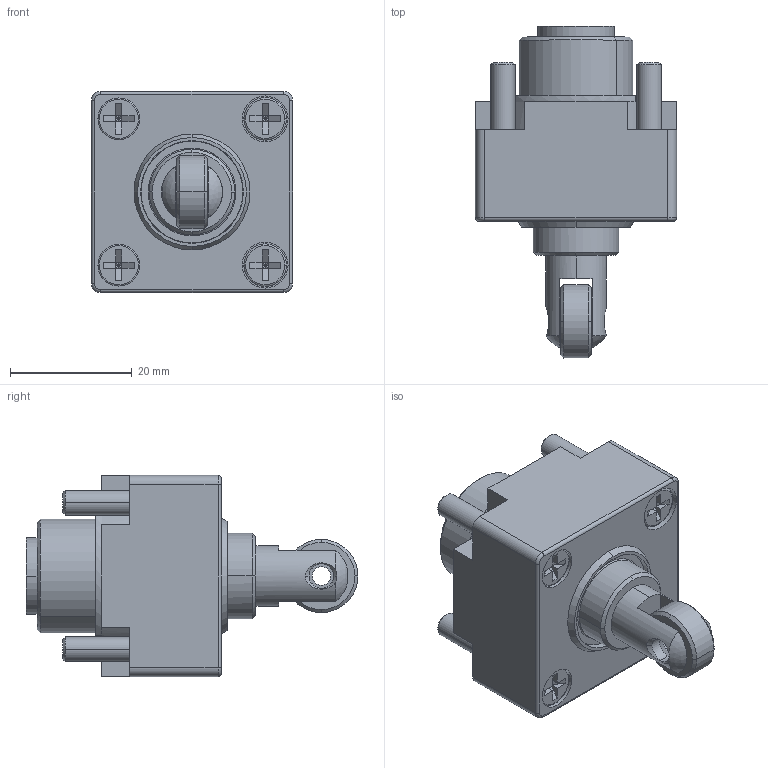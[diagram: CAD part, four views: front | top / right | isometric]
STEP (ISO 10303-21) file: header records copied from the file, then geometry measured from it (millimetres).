
FILE_DESCRIPTION(('STEP AP242'),'1');
FILE_NAME('zcke62.stp','2021-04-29T15:33:26',('TraceParts'),('TraceParts S.A.'),'Spatial InterOp 3D',' ',' ');
FILE_SCHEMA(('AP242_MANAGED_MODEL_BASED_3D_ENGINEERING_MIM_LF {1 0 10303 442 1 1 4}'));
Length unit declared in the file: millimetre
Products named in the file (1): zcke62_1
Bounding box: 33 x 54.45 x 33 mm (x, y, z)
Volume: 22506.9 mm3; surface area: 14646.2 mm2
Topology: 10 solids, 10 shells, 466 faces, 1040 edges, 608 vertices
Faces by surface type: plane 178, cylinder 138, cone 92, torus 40, sphere 10, bspline 8
Entity records: 13534 total; most frequent: CARTESIAN_POINT 2959, DIRECTION 2400, ORIENTED_EDGE 2056, EDGE_CURVE 1028, AXIS2_PLACEMENT_3D 952, VERTEX_POINT 608, EDGE_LOOP 514, LINE 496
